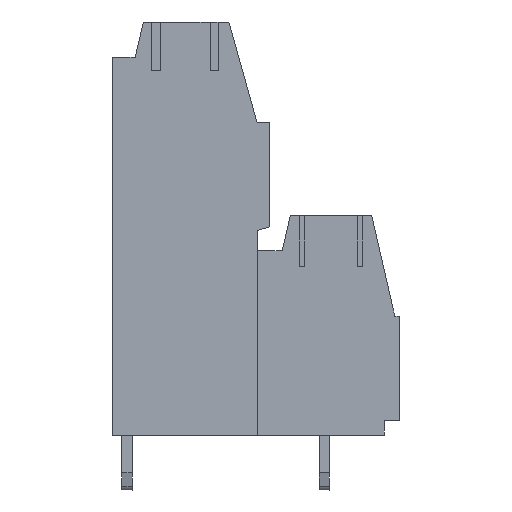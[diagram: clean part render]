
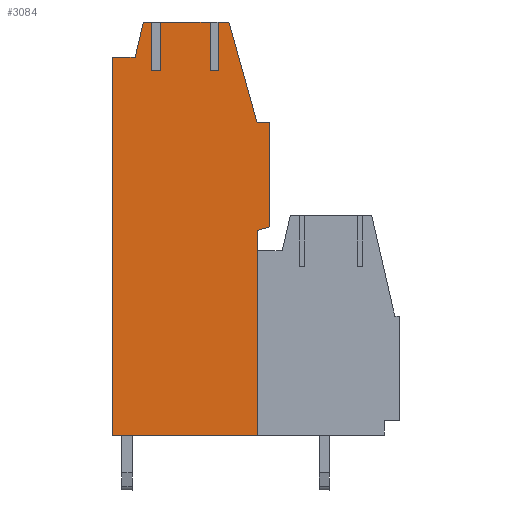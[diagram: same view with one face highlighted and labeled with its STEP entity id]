
A CAD part, left-side view. The second image highlights one B-rep face of the part: STEP entity #3084.
In plain terms, the highlighted planar face has unit normal (-1, 0, 0).
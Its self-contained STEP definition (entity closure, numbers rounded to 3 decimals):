
#3024=AXIS2_PLACEMENT_3D('Plane Axis2P3D',#3021,#3022,#3023) ;
#853=CARTESIAN_POINT('Vertex',(0.,8.3,3.2)) ;
#856=CARTESIAN_POINT('Line Origine',(0.,12.525,3.2)) ;
#860=CARTESIAN_POINT('Vertex',(0.,16.75,3.2)) ;
#1542=CARTESIAN_POINT('Line Origine',(0.,16.75,14.225)) ;
#1546=CARTESIAN_POINT('Vertex',(0.,16.75,25.25)) ;
#1666=CARTESIAN_POINT('Vertex',(0.,8.3,15.15)) ;
#1669=CARTESIAN_POINT('Line Origine',(0.,8.3,9.175)) ;
#1830=CARTESIAN_POINT('Vertex',(0.,14.95,27.3)) ;
#1833=CARTESIAN_POINT('Line Origine',(0.,14.7,27.3)) ;
#1837=CARTESIAN_POINT('Vertex',(0.,14.45,27.3)) ;
#1886=CARTESIAN_POINT('Vertex',(0.,13.95,27.3)) ;
#1889=CARTESIAN_POINT('Line Origine',(0.,12.5,27.3)) ;
#1893=CARTESIAN_POINT('Vertex',(0.,11.05,27.3)) ;
#1942=CARTESIAN_POINT('Vertex',(0.,10.55,27.3)) ;
#1945=CARTESIAN_POINT('Line Origine',(0.,10.25,27.3)) ;
#1949=CARTESIAN_POINT('Vertex',(0.,9.95,27.3)) ;
#2189=CARTESIAN_POINT('Line Origine',(0.,9.131,24.375)) ;
#2193=CARTESIAN_POINT('Vertex',(0.,8.311,21.45)) ;
#2213=CARTESIAN_POINT('Line Origine',(0.,7.956,21.45)) ;
#2217=CARTESIAN_POINT('Vertex',(0.,7.6,21.45)) ;
#2237=CARTESIAN_POINT('Line Origine',(0.,7.6,18.4)) ;
#2241=CARTESIAN_POINT('Vertex',(0.,7.6,15.35)) ;
#2465=CARTESIAN_POINT('Line Origine',(0.,7.95,15.25)) ;
#2482=CARTESIAN_POINT('Line Origine',(0.,16.088,25.25)) ;
#2486=CARTESIAN_POINT('Vertex',(0.,15.425,25.25)) ;
#2506=CARTESIAN_POINT('Line Origine',(0.,15.188,26.275)) ;
#3021=CARTESIAN_POINT('Axis2P3D Location',(0.,7.6,0.)) ;
#3026=CARTESIAN_POINT('Line Origine',(0.,13.95,25.875)) ;
#3030=CARTESIAN_POINT('Vertex',(0.,13.95,24.45)) ;
#3033=CARTESIAN_POINT('Line Origine',(0.,14.2,24.45)) ;
#3037=CARTESIAN_POINT('Vertex',(0.,14.45,24.45)) ;
#3040=CARTESIAN_POINT('Line Origine',(0.,14.45,25.875)) ;
#3045=CARTESIAN_POINT('Line Origine',(0.,10.55,25.875)) ;
#3049=CARTESIAN_POINT('Vertex',(0.,10.55,24.45)) ;
#3052=CARTESIAN_POINT('Line Origine',(0.,10.8,24.45)) ;
#3056=CARTESIAN_POINT('Vertex',(0.,11.05,24.45)) ;
#3059=CARTESIAN_POINT('Line Origine',(0.,11.05,25.875)) ;
#857=DIRECTION('Vector Direction',(0.,1.,0.)) ;
#1543=DIRECTION('Vector Direction',(0.,0.,1.)) ;
#1670=DIRECTION('Vector Direction',(0.,0.,-1.)) ;
#1834=DIRECTION('Vector Direction',(0.,-1.,0.)) ;
#1890=DIRECTION('Vector Direction',(0.,-1.,0.)) ;
#1946=DIRECTION('Vector Direction',(0.,-1.,0.)) ;
#2190=DIRECTION('Vector Direction',(0.,-0.27,-0.963)) ;
#2214=DIRECTION('Vector Direction',(0.,-1.,0.)) ;
#2238=DIRECTION('Vector Direction',(0.,0.,-1.)) ;
#2466=DIRECTION('Vector Direction',(0.,0.962,-0.275)) ;
#2483=DIRECTION('Vector Direction',(0.,-1.,0.)) ;
#2507=DIRECTION('Vector Direction',(0.,-0.226,0.974)) ;
#3022=DIRECTION('Axis2P3D Direction',(-1.,0.,0.)) ;
#3023=DIRECTION('Axis2P3D XDirection',(0.,0.,1.)) ;
#3027=DIRECTION('Vector Direction',(0.,0.,1.)) ;
#3034=DIRECTION('Vector Direction',(0.,-1.,0.)) ;
#3041=DIRECTION('Vector Direction',(0.,0.,1.)) ;
#3046=DIRECTION('Vector Direction',(0.,0.,1.)) ;
#3053=DIRECTION('Vector Direction',(0.,-1.,0.)) ;
#3060=DIRECTION('Vector Direction',(0.,0.,1.)) ;
#858=VECTOR('Line Direction',#857,1.) ;
#1544=VECTOR('Line Direction',#1543,1.) ;
#1671=VECTOR('Line Direction',#1670,1.) ;
#1835=VECTOR('Line Direction',#1834,1.) ;
#1891=VECTOR('Line Direction',#1890,1.) ;
#1947=VECTOR('Line Direction',#1946,1.) ;
#2191=VECTOR('Line Direction',#2190,1.) ;
#2215=VECTOR('Line Direction',#2214,1.) ;
#2239=VECTOR('Line Direction',#2238,1.) ;
#2467=VECTOR('Line Direction',#2466,1.) ;
#2484=VECTOR('Line Direction',#2483,1.) ;
#2508=VECTOR('Line Direction',#2507,1.) ;
#3028=VECTOR('Line Direction',#3027,1.) ;
#3035=VECTOR('Line Direction',#3034,1.) ;
#3042=VECTOR('Line Direction',#3041,1.) ;
#3047=VECTOR('Line Direction',#3046,1.) ;
#3054=VECTOR('Line Direction',#3053,1.) ;
#3061=VECTOR('Line Direction',#3060,1.) ;
#3065=ORIENTED_EDGE('',*,*,#1895,.T.) ;
#3066=ORIENTED_EDGE('',*,*,#3032,.F.) ;
#3067=ORIENTED_EDGE('',*,*,#3039,.F.) ;
#3068=ORIENTED_EDGE('',*,*,#3044,.T.) ;
#3069=ORIENTED_EDGE('',*,*,#1839,.T.) ;
#3070=ORIENTED_EDGE('',*,*,#2510,.T.) ;
#3071=ORIENTED_EDGE('',*,*,#2488,.T.) ;
#3072=ORIENTED_EDGE('',*,*,#1548,.T.) ;
#3073=ORIENTED_EDGE('',*,*,#862,.T.) ;
#3074=ORIENTED_EDGE('',*,*,#1673,.T.) ;
#3075=ORIENTED_EDGE('',*,*,#2469,.T.) ;
#3076=ORIENTED_EDGE('',*,*,#2243,.T.) ;
#3077=ORIENTED_EDGE('',*,*,#2219,.T.) ;
#3078=ORIENTED_EDGE('',*,*,#2195,.T.) ;
#3079=ORIENTED_EDGE('',*,*,#1951,.T.) ;
#3080=ORIENTED_EDGE('',*,*,#3051,.F.) ;
#3081=ORIENTED_EDGE('',*,*,#3058,.F.) ;
#3082=ORIENTED_EDGE('',*,*,#3063,.T.) ;
#3084=ADVANCED_FACE('Hauptk\X2\00F6\X0\rper',(#3083),#3025,.T.) ;
#862=EDGE_CURVE('',#861,#854,#859,.F.) ;
#1548=EDGE_CURVE('',#1547,#861,#1545,.F.) ;
#1673=EDGE_CURVE('',#854,#1667,#1672,.F.) ;
#1839=EDGE_CURVE('',#1838,#1831,#1836,.F.) ;
#1895=EDGE_CURVE('',#1894,#1887,#1892,.F.) ;
#1951=EDGE_CURVE('',#1950,#1943,#1948,.F.) ;
#2195=EDGE_CURVE('',#2194,#1950,#2192,.F.) ;
#2219=EDGE_CURVE('',#2218,#2194,#2216,.F.) ;
#2243=EDGE_CURVE('',#2242,#2218,#2240,.F.) ;
#2469=EDGE_CURVE('',#1667,#2242,#2468,.F.) ;
#2488=EDGE_CURVE('',#2487,#1547,#2485,.F.) ;
#2510=EDGE_CURVE('',#1831,#2487,#2509,.F.) ;
#3032=EDGE_CURVE('',#3031,#1887,#3029,.T.) ;
#3039=EDGE_CURVE('',#3038,#3031,#3036,.T.) ;
#3044=EDGE_CURVE('',#3038,#1838,#3043,.T.) ;
#3051=EDGE_CURVE('',#3050,#1943,#3048,.T.) ;
#3058=EDGE_CURVE('',#3057,#3050,#3055,.T.) ;
#3063=EDGE_CURVE('',#3057,#1894,#3062,.T.) ;
#3064=EDGE_LOOP('',(#3065,#3066,#3067,#3068,#3069,#3070,#3071,#3072,#3073,#3074,#3075,#3076,#3077,#3078,#3079,#3080,#3081,#3082)) ;
#3083=FACE_OUTER_BOUND('',#3064,.T.) ;
#859=LINE('Line',#856,#858) ;
#1545=LINE('Line',#1542,#1544) ;
#1672=LINE('Line',#1669,#1671) ;
#1836=LINE('Line',#1833,#1835) ;
#1892=LINE('Line',#1889,#1891) ;
#1948=LINE('Line',#1945,#1947) ;
#2192=LINE('Line',#2189,#2191) ;
#2216=LINE('Line',#2213,#2215) ;
#2240=LINE('Line',#2237,#2239) ;
#2468=LINE('Line',#2465,#2467) ;
#2485=LINE('Line',#2482,#2484) ;
#2509=LINE('Line',#2506,#2508) ;
#3029=LINE('Line',#3026,#3028) ;
#3036=LINE('Line',#3033,#3035) ;
#3043=LINE('Line',#3040,#3042) ;
#3048=LINE('Line',#3045,#3047) ;
#3055=LINE('Line',#3052,#3054) ;
#3062=LINE('Line',#3059,#3061) ;
#3025=PLANE('',#3024) ;
#854=VERTEX_POINT('',#853) ;
#861=VERTEX_POINT('',#860) ;
#1547=VERTEX_POINT('',#1546) ;
#1667=VERTEX_POINT('',#1666) ;
#1831=VERTEX_POINT('',#1830) ;
#1838=VERTEX_POINT('',#1837) ;
#1887=VERTEX_POINT('',#1886) ;
#1894=VERTEX_POINT('',#1893) ;
#1943=VERTEX_POINT('',#1942) ;
#1950=VERTEX_POINT('',#1949) ;
#2194=VERTEX_POINT('',#2193) ;
#2218=VERTEX_POINT('',#2217) ;
#2242=VERTEX_POINT('',#2241) ;
#2487=VERTEX_POINT('',#2486) ;
#3031=VERTEX_POINT('',#3030) ;
#3038=VERTEX_POINT('',#3037) ;
#3050=VERTEX_POINT('',#3049) ;
#3057=VERTEX_POINT('',#3056) ;
